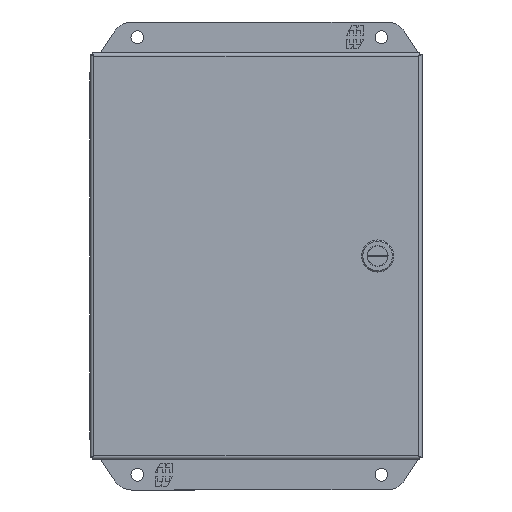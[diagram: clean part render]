
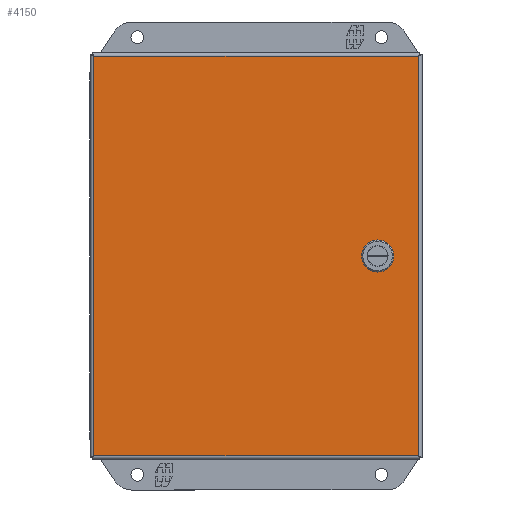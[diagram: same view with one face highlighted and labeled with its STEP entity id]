
A CAD part, front view. The second image highlights one B-rep face of the part: STEP entity #4150.
In plain terms, the highlighted planar face has unit normal (0, -1, 0).
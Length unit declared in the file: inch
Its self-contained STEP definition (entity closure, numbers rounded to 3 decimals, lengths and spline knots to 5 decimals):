
#42 = VECTOR ( 'NONE', #18058, 39.37008 ) ;
#70 = CARTESIAN_POINT ( 'NONE',  ( 2.83109, -4.61133, 0.331 ) ) ;
#207 = CARTESIAN_POINT ( 'NONE',  ( 2.83109, -4.61133, 0.331 ) ) ;
#1333 = CARTESIAN_POINT ( 'NONE',  ( 3.91268, -4.61133, 4.914 ) ) ;
#1359 = VERTEX_POINT ( 'NONE', #8203 ) ;
#1628 = CARTESIAN_POINT ( 'NONE',  ( -4.07332, -4.61133, -4.914 ) ) ;
#1730 = EDGE_CURVE ( 'NONE', #13683, #11473, #4017, .T. ) ;
#2032 = DIRECTION ( 'NONE',  ( -1., 0., 0. ) ) ;
#2312 = CARTESIAN_POINT ( 'NONE',  ( 3.91268, -4.61133, -4.914 ) ) ;
#2582 = EDGE_CURVE ( 'NONE', #3077, #1359, #21639, .T. ) ;
#2800 = DIRECTION ( 'NONE',  ( 0., 0., -1. ) ) ;
#3077 = VERTEX_POINT ( 'NONE', #11357 ) ;
#3212 = DIRECTION ( 'NONE',  ( -0.707, 0., 0.707 ) ) ;
#3221 = CARTESIAN_POINT ( 'NONE',  ( -4.07332, -4.61133, 4.914 ) ) ;
#3230 = VERTEX_POINT ( 'NONE', #10659 ) ;
#3489 = DIRECTION ( 'NONE',  ( 0., -1., 0. ) ) ;
#3565 = VECTOR ( 'NONE', #2032, 39.37008 ) ;
#4017 = LINE ( 'NONE', #17598, #42 ) ;
#4025 = DIRECTION ( 'NONE',  ( 0., 0., -1. ) ) ;
#4150 = ADVANCED_FACE ( 'NONE', ( #10382, #5217 ), #12225, .T. ) ;
#4188 = VERTEX_POINT ( 'NONE', #20226 ) ;
#4336 = CARTESIAN_POINT ( 'NONE',  ( 2.98226, -4.61133, 0.331 ) ) ;
#4530 = LINE ( 'NONE', #16611, #15130 ) ;
#4614 = EDGE_CURVE ( 'NONE', #11473, #3077, #4530, .T. ) ;
#4747 = CARTESIAN_POINT ( 'NONE',  ( 3.23768, -4.61133, 0.07559 ) ) ;
#4990 = DIRECTION ( 'NONE',  ( -1., 0., 0. ) ) ;
#4992 = EDGE_LOOP ( 'NONE', ( #13521, #6258, #19791, #21300 ) ) ;
#5217 = FACE_OUTER_BOUND ( 'NONE', #4992, .T. ) ;
#5658 = ORIENTED_EDGE ( 'NONE', *, *, #2582, .F. ) ;
#5978 = CARTESIAN_POINT ( 'NONE',  ( 3.23768, -4.61133, -0.07559 ) ) ;
#6258 = ORIENTED_EDGE ( 'NONE', *, *, #18726, .T. ) ;
#6546 = VERTEX_POINT ( 'NONE', #4336 ) ;
#6786 = LINE ( 'NONE', #1628, #8128 ) ;
#7009 = EDGE_CURVE ( 'NONE', #22229, #8157, #6786, .T. ) ;
#7504 = ORIENTED_EDGE ( 'NONE', *, *, #18445, .F. ) ;
#7600 = EDGE_CURVE ( 'NONE', #4188, #10220, #9617, .T. ) ;
#8128 = VECTOR ( 'NONE', #4025, 39.37008 ) ;
#8157 = VERTEX_POINT ( 'NONE', #11162 ) ;
#8203 = CARTESIAN_POINT ( 'NONE',  ( 2.83109, -4.61133, -0.331 ) ) ;
#8409 = VECTOR ( 'NONE', #16470, 39.37008 ) ;
#8644 = LINE ( 'NONE', #11864, #9191 ) ;
#8956 = VECTOR ( 'NONE', #18481, 39.37008 ) ;
#9191 = VECTOR ( 'NONE', #20491, 39.37008 ) ;
#9374 = LINE ( 'NONE', #10174, #11727 ) ;
#9617 = LINE ( 'NONE', #22038, #8956 ) ;
#9952 = ORIENTED_EDGE ( 'NONE', *, *, #17571, .F. ) ;
#10051 = AXIS2_PLACEMENT_3D ( 'NONE', #19242, #3489, #14302 ) ;
#10174 = CARTESIAN_POINT ( 'NONE',  ( -4.07332, -4.61133, -4.914 ) ) ;
#10220 = VERTEX_POINT ( 'NONE', #4747 ) ;
#10382 = FACE_BOUND ( 'NONE', #21102, .T. ) ;
#10404 = DIRECTION ( 'NONE',  ( 1., 0., 0. ) ) ;
#10458 = ORIENTED_EDGE ( 'NONE', *, *, #4614, .F. ) ;
#10659 = CARTESIAN_POINT ( 'NONE',  ( 2.98226, -4.61133, -0.331 ) ) ;
#11162 = CARTESIAN_POINT ( 'NONE',  ( -4.07332, -4.61133, -4.914 ) ) ;
#11247 = EDGE_CURVE ( 'NONE', #8157, #15962, #9374, .T. ) ;
#11357 = CARTESIAN_POINT ( 'NONE',  ( 2.57568, -4.61133, -0.07559 ) ) ;
#11473 = VERTEX_POINT ( 'NONE', #14763 ) ;
#11727 = VECTOR ( 'NONE', #18680, 39.37008 ) ;
#11864 = CARTESIAN_POINT ( 'NONE',  ( 3.91268, -4.61133, -4.914 ) ) ;
#11895 = EDGE_CURVE ( 'NONE', #3230, #4188, #21739, .T. ) ;
#12081 = ORIENTED_EDGE ( 'NONE', *, *, #11895, .F. ) ;
#12225 = PLANE ( 'NONE',  #10051 ) ;
#13521 = ORIENTED_EDGE ( 'NONE', *, *, #21772, .T. ) ;
#13683 = VERTEX_POINT ( 'NONE', #207 ) ;
#13978 = LINE ( 'NONE', #14101, #18964 ) ;
#14101 = CARTESIAN_POINT ( 'NONE',  ( 2.98226, -4.61133, -0.331 ) ) ;
#14302 = DIRECTION ( 'NONE',  ( 0., 0., -1. ) ) ;
#14763 = CARTESIAN_POINT ( 'NONE',  ( 2.57568, -4.61133, 0.07559 ) ) ;
#14913 = VECTOR ( 'NONE', #4990, 39.37008 ) ;
#15130 = VECTOR ( 'NONE', #2800, 39.37008 ) ;
#15535 = ORIENTED_EDGE ( 'NONE', *, *, #19463, .F. ) ;
#15962 = VERTEX_POINT ( 'NONE', #2312 ) ;
#16470 = DIRECTION ( 'NONE',  ( 0.707, 0., -0.707 ) ) ;
#16611 = CARTESIAN_POINT ( 'NONE',  ( 2.57568, -4.61133, -0.07559 ) ) ;
#16961 = LINE ( 'NONE', #17412, #14913 ) ;
#17412 = CARTESIAN_POINT ( 'NONE',  ( -4.07332, -4.61133, 4.914 ) ) ;
#17571 = EDGE_CURVE ( 'NONE', #1359, #3230, #13978, .T. ) ;
#17598 = CARTESIAN_POINT ( 'NONE',  ( 2.57568, -4.61133, 0.07559 ) ) ;
#18019 = VECTOR ( 'NONE', #21410, 39.37008 ) ;
#18058 = DIRECTION ( 'NONE',  ( -0.707, 0., -0.707 ) ) ;
#18198 = CARTESIAN_POINT ( 'NONE',  ( 2.83109, -4.61133, -0.331 ) ) ;
#18397 = ORIENTED_EDGE ( 'NONE', *, *, #1730, .F. ) ;
#18445 = EDGE_CURVE ( 'NONE', #6546, #13683, #19499, .T. ) ;
#18481 = DIRECTION ( 'NONE',  ( 0., 0., 1. ) ) ;
#18680 = DIRECTION ( 'NONE',  ( 1., 0., 0. ) ) ;
#18726 = EDGE_CURVE ( 'NONE', #22550, #22229, #16961, .T. ) ;
#18964 = VECTOR ( 'NONE', #10404, 39.37008 ) ;
#18966 = CARTESIAN_POINT ( 'NONE',  ( 2.98226, -4.61133, 0.331 ) ) ;
#19163 = ORIENTED_EDGE ( 'NONE', *, *, #7600, .F. ) ;
#19242 = CARTESIAN_POINT ( 'NONE',  ( -4.07332, -4.61133, -4.914 ) ) ;
#19463 = EDGE_CURVE ( 'NONE', #10220, #6546, #20342, .T. ) ;
#19499 = LINE ( 'NONE', #70, #3565 ) ;
#19791 = ORIENTED_EDGE ( 'NONE', *, *, #7009, .T. ) ;
#20226 = CARTESIAN_POINT ( 'NONE',  ( 3.23768, -4.61133, -0.07559 ) ) ;
#20342 = LINE ( 'NONE', #18966, #20553 ) ;
#20491 = DIRECTION ( 'NONE',  ( 0., 0., 1. ) ) ;
#20553 = VECTOR ( 'NONE', #3212, 39.37008 ) ;
#21102 = EDGE_LOOP ( 'NONE', ( #9952, #5658, #10458, #18397, #7504, #15535, #19163, #12081 ) ) ;
#21300 = ORIENTED_EDGE ( 'NONE', *, *, #11247, .T. ) ;
#21410 = DIRECTION ( 'NONE',  ( 0.707, 0., 0.707 ) ) ;
#21639 = LINE ( 'NONE', #18198, #8409 ) ;
#21739 = LINE ( 'NONE', #5978, #18019 ) ;
#21772 = EDGE_CURVE ( 'NONE', #15962, #22550, #8644, .T. ) ;
#22038 = CARTESIAN_POINT ( 'NONE',  ( 3.23768, -4.61133, 0.07559 ) ) ;
#22229 = VERTEX_POINT ( 'NONE', #3221 ) ;
#22550 = VERTEX_POINT ( 'NONE', #1333 ) ;
